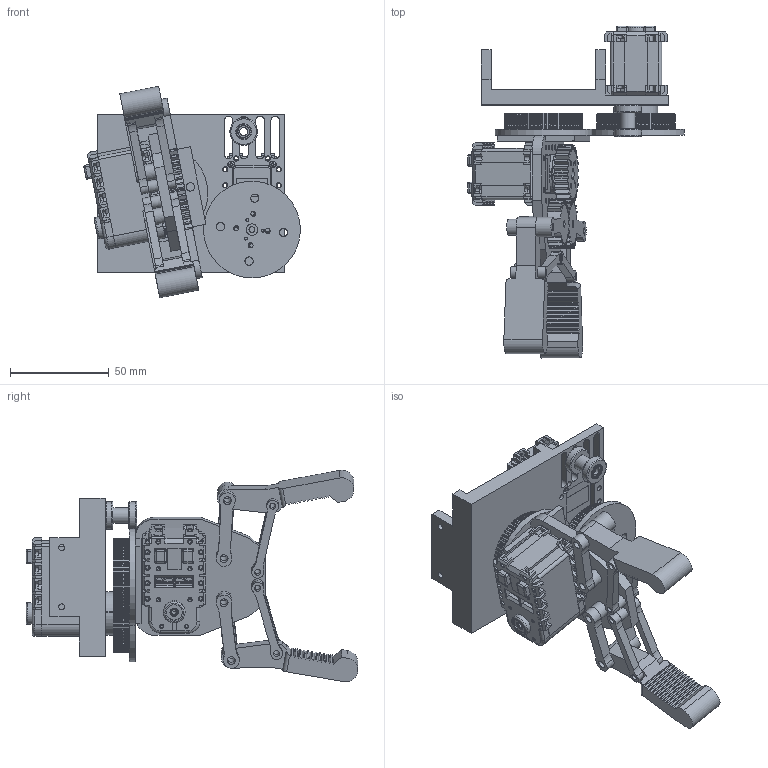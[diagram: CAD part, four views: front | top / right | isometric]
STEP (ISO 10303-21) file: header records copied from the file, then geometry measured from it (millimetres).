
FILE_DESCRIPTION(/* description */ (''),/* implementation_level */ '2;1');
FILE_NAME(/* name */ 'КВ33.044.100 - Захват.stp',/* time_stamp */ '2019-08-22T11:26:46+03:00',/* author */ ('user'),/* organization */ (''),/* preprocessor_version */ 'ST-DEVELOPER v17',/* originating_system */ 'Autodesk Inventor 2019',/* authorisation */ '');
FILE_SCHEMA (('AUTOMOTIVE_DESIGN { 1 0 10303 214 3 1 1 }'));
Products named in the file (20): клешня сбора; База; проставка; Шкив+ подшипники; Timing Pulley 62T; КВ33.044.405 -  Боковина 
шкива; клешня сбока; g1k; cenek; ek; ek2; ax-12a; AX-12A_body; AX-12A_wheel; dd3y; dd1k; dd2k; КВ33.044.700 - Шкив плоский 
Makeblock сборка; Подшипник 626Z; Nylon Pulley
Assembly tree (30 placements, depth 4):
  клешня сбора
    База
    ax-12a
      AX-12A_body
      AX-12A_wheel
    проставка
    Timing Pulley 62T
    КВ33.044.405 -  Боковина 
шкива  x2
    Шкив+ подшипники
      Timing Pulley 62T
      Подшипник 626Z  x2
    клешня сбока
      g1k
      cenek  x2
      ek  x4
      ek2  x2
      ax-12a
        AX-12A_body
        AX-12A_wheel
      dd3y
      dd1k
      dd2k
    КВ33.044.700 - Шкив плоский 
Makeblock сборка
      Подшипник 626Z  x2
      Nylon Pulley
Bounding box: 109.52 x 167.98 x 107.1 mm (x, y, z)
Volume: 135841.7 mm3; surface area: 99425.3 mm2
Topology: 31 solids, 57 shells, 3501 faces, 10573 edges, 7113 vertices
Faces by surface type: plane 1829, cylinder 1292, torus 274, cone 70, sphere 36
Full cylindrical faces by diameter (mm): 1.5 x15, 1.7 x12, 2.1 x8, 2.2 x40, 2.5 x24, 2.6 x20, 3 x24, 3.5 x4, 4 x16, 4.1 x1, 4.2 x10, 5.8 x14, 6 x3, 7.8 x4, 7.9 x1, 8 x8, 10 x4, 11 x2, 14 x2, 18.3 x2, 20.5 x1, 49 x2
Entity records: 72982 total; most frequent: CARTESIAN_POINT 17631, ORIENTED_EDGE 11442, DIRECTION 11054, EDGE_CURVE 5880, VERTEX_POINT 3958, AXIS2_PLACEMENT_3D 3694, LINE 3666, VECTOR 3666
